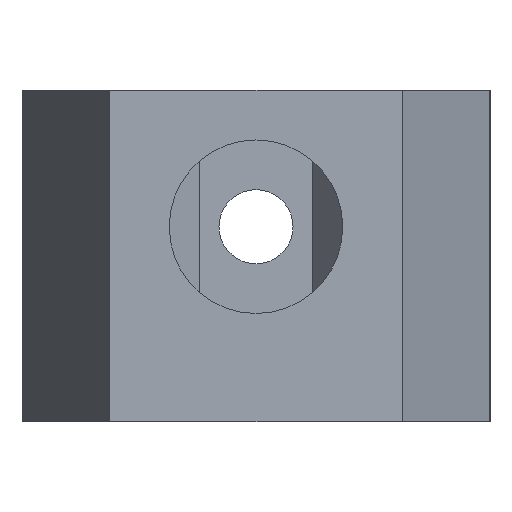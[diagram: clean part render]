
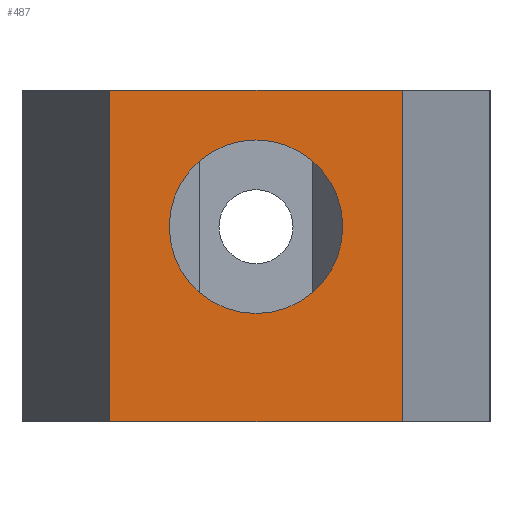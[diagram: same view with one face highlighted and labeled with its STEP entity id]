
A CAD part, left-side view. The second image highlights one B-rep face of the part: STEP entity #487.
In plain terms, the highlighted planar face has unit normal (-1, 0, 0).
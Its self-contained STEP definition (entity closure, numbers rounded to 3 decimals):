
#18=FACE_BOUND('',#89,.T.);
#35=PLANE('',#530);
#60=FACE_OUTER_BOUND('',#88,.T.);
#88=EDGE_LOOP('',(#411,#412,#413,#414));
#89=EDGE_LOOP('',(#415));
#142=LINE('',#760,#204);
#143=LINE('',#763,#205);
#144=LINE('',#765,#206);
#145=LINE('',#766,#207);
#204=VECTOR('',#626,10.);
#205=VECTOR('',#629,10.);
#206=VECTOR('',#630,10.);
#207=VECTOR('',#631,10.);
#222=CIRCLE('',#510,4.45);
#226=VERTEX_POINT('',#662);
#258=VERTEX_POINT('',#756);
#259=VERTEX_POINT('',#758);
#260=VERTEX_POINT('',#762);
#261=VERTEX_POINT('',#764);
#270=EDGE_CURVE('',#226,#226,#222,.T.);
#318=EDGE_CURVE('',#258,#259,#142,.T.);
#319=EDGE_CURVE('',#260,#258,#143,.T.);
#320=EDGE_CURVE('',#261,#259,#144,.T.);
#321=EDGE_CURVE('',#260,#261,#145,.T.);
#411=ORIENTED_EDGE('',*,*,#319,.T.);
#412=ORIENTED_EDGE('',*,*,#318,.T.);
#413=ORIENTED_EDGE('',*,*,#320,.F.);
#414=ORIENTED_EDGE('',*,*,#321,.F.);
#415=ORIENTED_EDGE('',*,*,#270,.T.);
#487=ADVANCED_FACE('',(#60,#18),#35,.T.);
#510=AXIS2_PLACEMENT_3D('',#663,#542,#543);
#530=AXIS2_PLACEMENT_3D('',#761,#627,#628);
#542=DIRECTION('center_axis',(1.,0.,0.));
#543=DIRECTION('ref_axis',(0.,-1.,0.));
#626=DIRECTION('',(0.,0.,1.));
#627=DIRECTION('center_axis',(-1.,0.,0.));
#628=DIRECTION('ref_axis',(0.,-1.,0.));
#629=DIRECTION('',(0.,-1.,0.));
#630=DIRECTION('',(0.,-1.,0.));
#631=DIRECTION('',(0.,0.,1.));
#662=CARTESIAN_POINT('',(-39.313,16.45,10.));
#663=CARTESIAN_POINT('Origin',(-39.313,12.,10.));
#756=CARTESIAN_POINT('',(-39.313,4.5,0.));
#758=CARTESIAN_POINT('',(-39.313,4.5,17.));
#760=CARTESIAN_POINT('',(-39.313,4.5,0.));
#761=CARTESIAN_POINT('Origin',(-39.313,19.5,0.));
#762=CARTESIAN_POINT('',(-39.313,19.5,0.));
#763=CARTESIAN_POINT('',(-39.313,19.5,0.));
#764=CARTESIAN_POINT('',(-39.313,19.5,17.));
#765=CARTESIAN_POINT('',(-39.313,19.5,17.));
#766=CARTESIAN_POINT('',(-39.313,19.5,0.));
